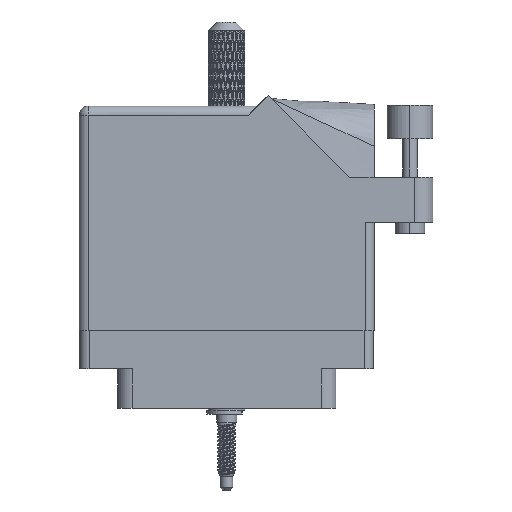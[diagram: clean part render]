
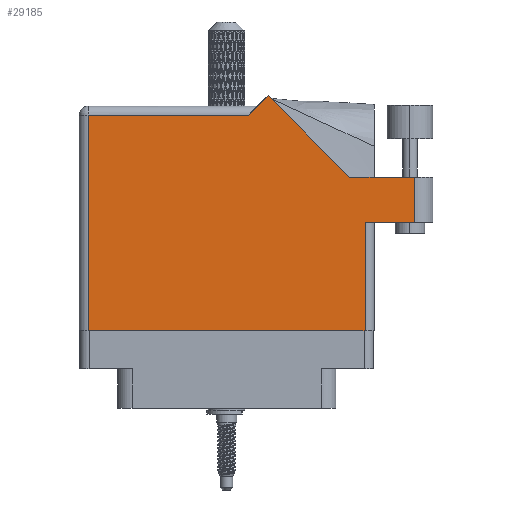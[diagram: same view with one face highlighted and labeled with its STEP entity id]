
A CAD part, front view. The second image highlights one B-rep face of the part: STEP entity #29185.
In plain terms, the highlighted face is planar.
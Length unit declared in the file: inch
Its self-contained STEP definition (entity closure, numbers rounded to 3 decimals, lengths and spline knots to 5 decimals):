
#3796 = DIRECTION ( 'NONE',  ( -1., 0., 0. ) ) ;
#4453 = LINE ( 'NONE', #92297, #14254 ) ;
#5086 = VECTOR ( 'NONE', #91722, 39.37008 ) ;
#7001 = PLANE ( 'NONE',  #50600 ) ;
#7311 = VERTEX_POINT ( 'NONE', #74361 ) ;
#7417 = CARTESIAN_POINT ( 'NONE',  ( 1.84442, 1.044, 0. ) ) ;
#8121 = ORIENTED_EDGE ( 'NONE', *, *, #68170, .T. ) ;
#9243 = LINE ( 'NONE', #59061, #89688 ) ;
#9409 = CARTESIAN_POINT ( 'NONE',  ( 0.062, 0., 0. ) ) ;
#10051 = LINE ( 'NONE', #63707, #34432 ) ;
#10053 = ORIENTED_EDGE ( 'NONE', *, *, #79569, .T. ) ;
#10083 = VERTEX_POINT ( 'NONE', #80598 ) ;
#10600 = LINE ( 'NONE', #7417, #43580 ) ;
#10681 = EDGE_CURVE ( 'NONE', #100747, #55803, #4453, .T. ) ;
#12093 = CARTESIAN_POINT ( 'NONE',  ( 1.217, 1.53, 0. ) ) ;
#12799 = ORIENTED_EDGE ( 'NONE', *, *, #10681, .T. ) ;
#14254 = VECTOR ( 'NONE', #29705, 39.37008 ) ;
#19285 = DIRECTION ( 'NONE',  ( -0.707, -0.707, 0. ) ) ;
#21022 = EDGE_LOOP ( 'NONE', ( #35132, #62199, #75745, #8121, #54225, #65893, #26081, #10053, #12799 ) ) ;
#23721 = VERTEX_POINT ( 'NONE', #48881 ) ;
#24210 = DIRECTION ( 'NONE',  ( 0., 1., 0. ) ) ;
#26081 = ORIENTED_EDGE ( 'NONE', *, *, #51970, .T. ) ;
#28223 = CARTESIAN_POINT ( 'NONE',  ( 0., 0., 0. ) ) ;
#28323 = LINE ( 'NONE', #68275, #5086 ) ;
#29185 = ADVANCED_FACE ( 'NONE', ( #44090 ), #7001, .F. ) ;
#29705 = DIRECTION ( 'NONE',  ( 0., 1., 0. ) ) ;
#31006 = EDGE_CURVE ( 'NONE', #10083, #23721, #95568, .T. ) ;
#32912 = DIRECTION ( 'NONE',  ( 0., -1., 0. ) ) ;
#34432 = VECTOR ( 'NONE', #24210, 39.37008 ) ;
#35132 = ORIENTED_EDGE ( 'NONE', *, *, #74957, .T. ) ;
#36613 = CARTESIAN_POINT ( 'NONE',  ( 0.062, 1.468, 0. ) ) ;
#38792 = VERTEX_POINT ( 'NONE', #9409 ) ;
#39316 = VERTEX_POINT ( 'NONE', #86369 ) ;
#40385 = VERTEX_POINT ( 'NONE', #78569 ) ;
#40789 = LINE ( 'NONE', #48572, #74942 ) ;
#43071 = CARTESIAN_POINT ( 'NONE',  ( 1.948, 0.737, 0. ) ) ;
#43580 = VECTOR ( 'NONE', #53808, 39.37008 ) ;
#43586 = EDGE_CURVE ( 'NONE', #23721, #66072, #9243, .T. ) ;
#44090 = FACE_OUTER_BOUND ( 'NONE', #21022, .T. ) ;
#45102 = VECTOR ( 'NONE', #65646, 39.37008 ) ;
#46178 = DIRECTION ( 'NONE',  ( 0., 0., -1. ) ) ;
#48572 = CARTESIAN_POINT ( 'NONE',  ( 0.062, 0., 0. ) ) ;
#48881 = CARTESIAN_POINT ( 'NONE',  ( 1.155, 1.468, 0. ) ) ;
#50600 = AXIS2_PLACEMENT_3D ( 'NONE', #54421, #46178, #55091 ) ;
#51970 = EDGE_CURVE ( 'NONE', #66072, #38792, #40789, .T. ) ;
#53493 = EDGE_CURVE ( 'NONE', #40385, #7311, #10051, .T. ) ;
#53808 = DIRECTION ( 'NONE',  ( -0.707, 0.707, 0. ) ) ;
#54225 = ORIENTED_EDGE ( 'NONE', *, *, #31006, .T. ) ;
#54421 = CARTESIAN_POINT ( 'NONE',  ( 0., 1.53, 0. ) ) ;
#55091 = DIRECTION ( 'NONE',  ( -1., 0., 0. ) ) ;
#55803 = VERTEX_POINT ( 'NONE', #43071 ) ;
#59061 = CARTESIAN_POINT ( 'NONE',  ( 0., 1.468, 0. ) ) ;
#62199 = ORIENTED_EDGE ( 'NONE', *, *, #53493, .T. ) ;
#63707 = CARTESIAN_POINT ( 'NONE',  ( 2.285, 1.044, 0. ) ) ;
#65646 = DIRECTION ( 'NONE',  ( -1., 0., 0. ) ) ;
#65656 = VECTOR ( 'NONE', #82694, 39.37008 ) ;
#65893 = ORIENTED_EDGE ( 'NONE', *, *, #43586, .T. ) ;
#66072 = VERTEX_POINT ( 'NONE', #36613 ) ;
#67966 = CARTESIAN_POINT ( 'NONE',  ( 1.948, 0., 0. ) ) ;
#68170 = EDGE_CURVE ( 'NONE', #39316, #10083, #10600, .T. ) ;
#68275 = CARTESIAN_POINT ( 'NONE',  ( 2.01, 0.737, 0. ) ) ;
#73126 = CARTESIAN_POINT ( 'NONE',  ( 2.41, 1.044, 0. ) ) ;
#74361 = CARTESIAN_POINT ( 'NONE',  ( 2.285, 1.044, 0. ) ) ;
#74942 = VECTOR ( 'NONE', #32912, 39.37008 ) ;
#74943 = VECTOR ( 'NONE', #19285, 39.37008 ) ;
#74957 = EDGE_CURVE ( 'NONE', #55803, #40385, #28323, .T. ) ;
#75745 = ORIENTED_EDGE ( 'NONE', *, *, #77506, .T. ) ;
#77506 = EDGE_CURVE ( 'NONE', #7311, #39316, #81687, .T. ) ;
#78569 = CARTESIAN_POINT ( 'NONE',  ( 2.285, 0.737, 0. ) ) ;
#79569 = EDGE_CURVE ( 'NONE', #38792, #100747, #81503, .T. ) ;
#80598 = CARTESIAN_POINT ( 'NONE',  ( 1.28771, 1.60071, 0. ) ) ;
#81503 = LINE ( 'NONE', #28223, #65656 ) ;
#81687 = LINE ( 'NONE', #73126, #45102 ) ;
#82694 = DIRECTION ( 'NONE',  ( 1., 0., 0. ) ) ;
#86369 = CARTESIAN_POINT ( 'NONE',  ( 1.84442, 1.044, 0. ) ) ;
#89688 = VECTOR ( 'NONE', #3796, 39.37008 ) ;
#91722 = DIRECTION ( 'NONE',  ( 1., 0., 0. ) ) ;
#92297 = CARTESIAN_POINT ( 'NONE',  ( 1.948, 0.737, 0. ) ) ;
#95568 = LINE ( 'NONE', #12093, #74943 ) ;
#100747 = VERTEX_POINT ( 'NONE', #67966 ) ;
